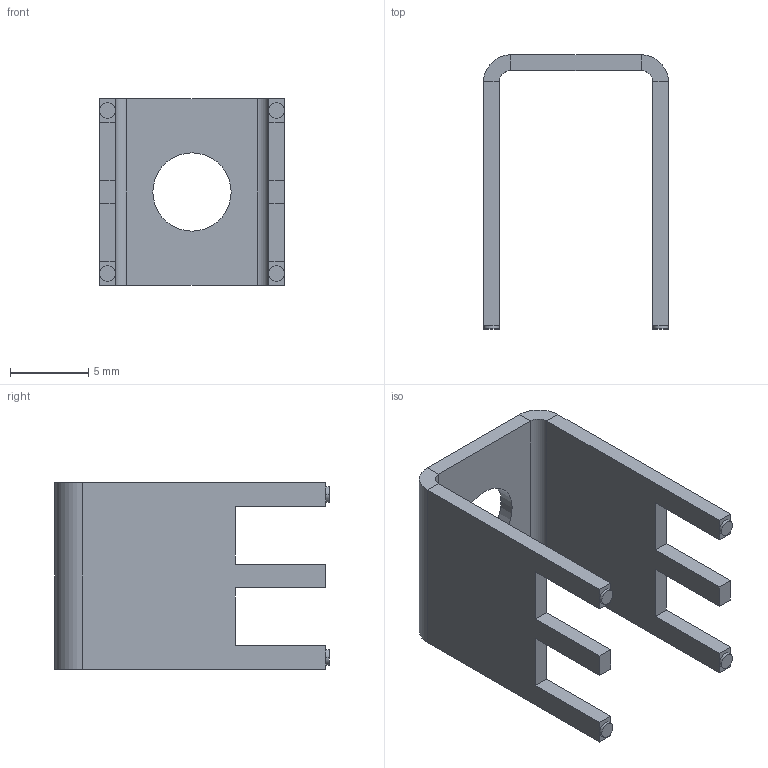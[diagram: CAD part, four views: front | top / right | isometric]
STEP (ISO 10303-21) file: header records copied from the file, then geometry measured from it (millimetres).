
FILE_DESCRIPTION (( 'STEP AP214' ), '1' );
FILE_NAME ('User Library-M5_terminal.STEP', '2022-04-20T18:48:06', ( '' ), ( '' ), 'SwSTEP 2.0', 'SolidWorks 2021', '' );
FILE_SCHEMA (( 'AUTOMOTIVE_DESIGN' ));
Length unit declared in the file: millimetre
Products named in the file (1): User Library-M5_terminal
Bounding box: 11.8 x 17.5 x 11.92 mm (x, y, z)
Volume: 412.2 mm3; surface area: 998.3 mm2
Topology: 1 solids, 1 shells, 56 faces, 130 edges, 76 vertices
Faces by surface type: plane 42, cylinder 14
Entity records: 1584 total; most frequent: DIRECTION 272, CARTESIAN_POINT 263, ORIENTED_EDGE 260, EDGE_CURVE 130, LINE 102, VECTOR 102, AXIS2_PLACEMENT_3D 85, VERTEX_POINT 76
